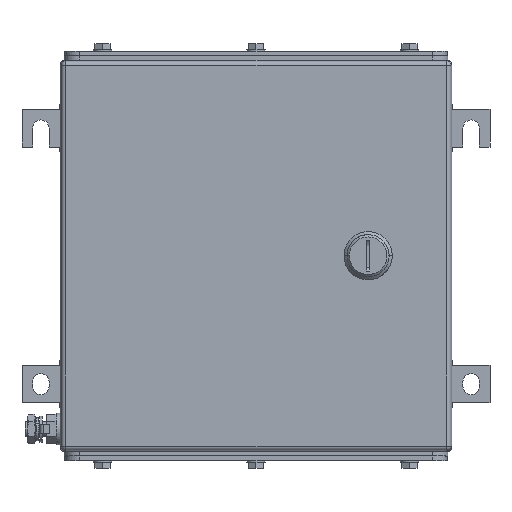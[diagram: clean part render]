
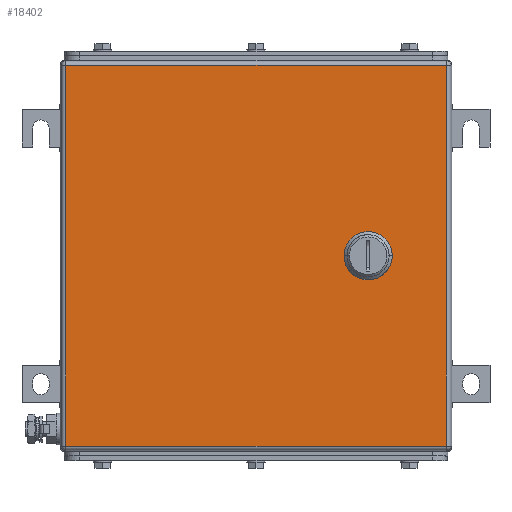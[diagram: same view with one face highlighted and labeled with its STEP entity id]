
A CAD part, top view. The second image highlights one B-rep face of the part: STEP entity #18402.
In plain terms, the highlighted planar face has unit normal (0, 0, 1).
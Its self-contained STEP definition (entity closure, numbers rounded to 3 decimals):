
#17430=AXIS2_PLACEMENT_3D('Circle Axis2P3D',#17428,#17429,$) ;
#17478=AXIS2_PLACEMENT_3D('Circle Axis2P3D',#17476,#17477,$) ;
#17497=AXIS2_PLACEMENT_3D('Circle Axis2P3D',#17495,#17496,$) ;
#18371=AXIS2_PLACEMENT_3D('Circle Axis2P3D',#18369,#18370,$) ;
#18384=AXIS2_PLACEMENT_3D('Plane Axis2P3D',#18381,#18382,#18383) ;
#17289=CARTESIAN_POINT('Vertex',(240.05,135.944,153.5)) ;
#17292=CARTESIAN_POINT('Line Origine',(240.05,141.,153.5)) ;
#17296=CARTESIAN_POINT('Vertex',(240.05,146.056,153.5)) ;
#17425=CARTESIAN_POINT('Vertex',(235.056,130.95,153.5)) ;
#17428=CARTESIAN_POINT('Axis2P3D Location',(230.,141.,153.5)) ;
#17449=CARTESIAN_POINT('Vertex',(224.944,130.95,153.5)) ;
#17452=CARTESIAN_POINT('Line Origine',(230.,130.95,153.5)) ;
#17473=CARTESIAN_POINT('Vertex',(219.95,135.944,153.5)) ;
#17476=CARTESIAN_POINT('Axis2P3D Location',(230.,141.,153.5)) ;
#17492=CARTESIAN_POINT('Vertex',(224.944,151.05,153.5)) ;
#17495=CARTESIAN_POINT('Axis2P3D Location',(230.,141.,153.5)) ;
#17499=CARTESIAN_POINT('Vertex',(219.95,146.056,153.5)) ;
#17523=CARTESIAN_POINT('Vertex',(282.,267.5,153.5)) ;
#17539=CARTESIAN_POINT('Vertex',(29.,267.5,153.5)) ;
#17542=CARTESIAN_POINT('Line Origine',(153.4,267.5,153.5)) ;
#17577=CARTESIAN_POINT('Vertex',(29.,14.5,153.5)) ;
#17580=CARTESIAN_POINT('Line Origine',(29.,141.,153.5)) ;
#17615=CARTESIAN_POINT('Vertex',(282.,14.5,153.5)) ;
#17618=CARTESIAN_POINT('Line Origine',(155.5,14.5,153.5)) ;
#17654=CARTESIAN_POINT('Line Origine',(282.,141.,153.5)) ;
#18289=CARTESIAN_POINT('Vertex',(235.056,151.05,153.5)) ;
#18292=CARTESIAN_POINT('Line Origine',(230.,151.05,153.5)) ;
#18309=CARTESIAN_POINT('Line Origine',(219.95,141.,153.5)) ;
#18369=CARTESIAN_POINT('Axis2P3D Location',(230.,141.,153.5)) ;
#18381=CARTESIAN_POINT('Axis2P3D Location',(155.5,141.,153.5)) ;
#17293=DIRECTION('Vector Direction',(0.,-1.,0.)) ;
#17429=DIRECTION('Axis2P3D Direction',(0.,0.,1.)) ;
#17453=DIRECTION('Vector Direction',(1.,0.,0.)) ;
#17477=DIRECTION('Axis2P3D Direction',(0.,0.,1.)) ;
#17496=DIRECTION('Axis2P3D Direction',(0.,0.,1.)) ;
#17543=DIRECTION('Vector Direction',(1.,0.,0.)) ;
#17581=DIRECTION('Vector Direction',(0.,-1.,0.)) ;
#17619=DIRECTION('Vector Direction',(1.,0.,0.)) ;
#17655=DIRECTION('Vector Direction',(0.,1.,0.)) ;
#18293=DIRECTION('Vector Direction',(1.,0.,0.)) ;
#18310=DIRECTION('Vector Direction',(0.,1.,0.)) ;
#18370=DIRECTION('Axis2P3D Direction',(0.,0.,1.)) ;
#18382=DIRECTION('Axis2P3D Direction',(0.,0.,1.)) ;
#18383=DIRECTION('Axis2P3D XDirection',(1.,0.,0.)) ;
#17294=VECTOR('Line Direction',#17293,1.) ;
#17454=VECTOR('Line Direction',#17453,1.) ;
#17544=VECTOR('Line Direction',#17543,1.) ;
#17582=VECTOR('Line Direction',#17581,1.) ;
#17620=VECTOR('Line Direction',#17619,1.) ;
#17656=VECTOR('Line Direction',#17655,1.) ;
#18294=VECTOR('Line Direction',#18293,1.) ;
#18311=VECTOR('Line Direction',#18310,1.) ;
#18387=ORIENTED_EDGE('',*,*,#17546,.T.) ;
#18388=ORIENTED_EDGE('',*,*,#17584,.T.) ;
#18389=ORIENTED_EDGE('',*,*,#17622,.T.) ;
#18390=ORIENTED_EDGE('',*,*,#17658,.T.) ;
#18393=ORIENTED_EDGE('',*,*,#17432,.F.) ;
#18394=ORIENTED_EDGE('',*,*,#17456,.F.) ;
#18395=ORIENTED_EDGE('',*,*,#17480,.F.) ;
#18396=ORIENTED_EDGE('',*,*,#18313,.T.) ;
#18397=ORIENTED_EDGE('',*,*,#17501,.F.) ;
#18398=ORIENTED_EDGE('',*,*,#18296,.T.) ;
#18399=ORIENTED_EDGE('',*,*,#18373,.F.) ;
#18400=ORIENTED_EDGE('',*,*,#17298,.T.) ;
#18401=FACE_BOUND('',#18392,.T.) ;
#18402=ADVANCED_FACE('Produkt1_AllCATPart.2\\ZUB_KTB_QL_262615_2GP_AllCATPart.2\\ZUB_DE_KTB_QL_260x260.1\\DE_KTB_MH_PART_MASTER.1\\Koerper.2',(#18391,#18401),#18385,.T.) ;
#17431=CIRCLE('generated circle',#17430,11.25) ;
#17479=CIRCLE('generated circle',#17478,11.25) ;
#17498=CIRCLE('generated circle',#17497,11.25) ;
#18372=CIRCLE('generated circle',#18371,11.25) ;
#17298=EDGE_CURVE('',#17297,#17290,#17295,.T.) ;
#17432=EDGE_CURVE('',#17426,#17290,#17431,.T.) ;
#17456=EDGE_CURVE('',#17450,#17426,#17455,.T.) ;
#17480=EDGE_CURVE('',#17474,#17450,#17479,.T.) ;
#17501=EDGE_CURVE('',#17493,#17500,#17498,.T.) ;
#17546=EDGE_CURVE('',#17524,#17540,#17545,.F.) ;
#17584=EDGE_CURVE('',#17540,#17578,#17583,.T.) ;
#17622=EDGE_CURVE('',#17578,#17616,#17621,.T.) ;
#17658=EDGE_CURVE('',#17616,#17524,#17657,.T.) ;
#18296=EDGE_CURVE('',#17493,#18290,#18295,.T.) ;
#18313=EDGE_CURVE('',#17474,#17500,#18312,.T.) ;
#18373=EDGE_CURVE('',#17297,#18290,#18372,.T.) ;
#18386=EDGE_LOOP('',(#18387,#18388,#18389,#18390)) ;
#18392=EDGE_LOOP('',(#18393,#18394,#18395,#18396,#18397,#18398,#18399,#18400)) ;
#18391=FACE_OUTER_BOUND('',#18386,.T.) ;
#17295=LINE('Line',#17292,#17294) ;
#17455=LINE('Line',#17452,#17454) ;
#17545=LINE('Line',#17542,#17544) ;
#17583=LINE('Line',#17580,#17582) ;
#17621=LINE('Line',#17618,#17620) ;
#17657=LINE('Line',#17654,#17656) ;
#18295=LINE('Line',#18292,#18294) ;
#18312=LINE('Line',#18309,#18311) ;
#18385=PLANE('',#18384) ;
#17290=VERTEX_POINT('',#17289) ;
#17297=VERTEX_POINT('',#17296) ;
#17426=VERTEX_POINT('',#17425) ;
#17450=VERTEX_POINT('',#17449) ;
#17474=VERTEX_POINT('',#17473) ;
#17493=VERTEX_POINT('',#17492) ;
#17500=VERTEX_POINT('',#17499) ;
#17524=VERTEX_POINT('',#17523) ;
#17540=VERTEX_POINT('',#17539) ;
#17578=VERTEX_POINT('',#17577) ;
#17616=VERTEX_POINT('',#17615) ;
#18290=VERTEX_POINT('',#18289) ;
